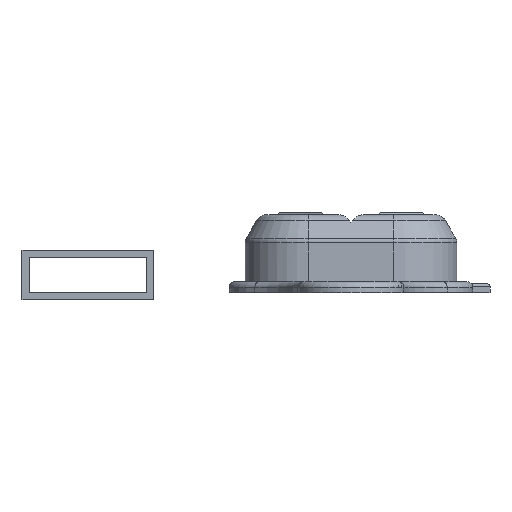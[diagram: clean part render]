
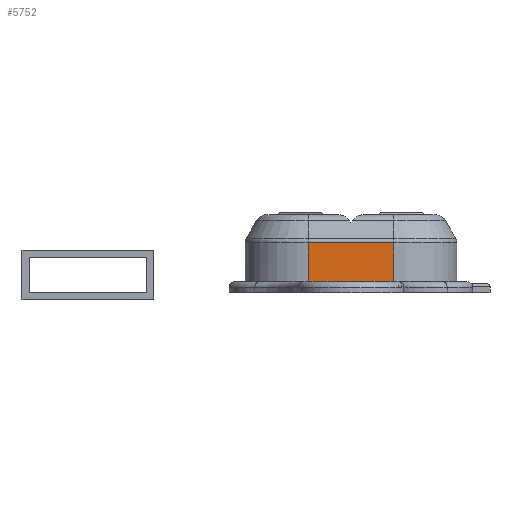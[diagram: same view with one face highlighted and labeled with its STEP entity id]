
A CAD part, front view. The second image highlights one B-rep face of the part: STEP entity #5752.
In plain terms, the highlighted planar face has unit normal (0, -1, 0).
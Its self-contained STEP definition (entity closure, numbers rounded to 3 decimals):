
#341=FACE_OUTER_BOUND('',#660,.T.);
#660=EDGE_LOOP('',(#4536,#4537,#4538,#4539));
#1278=LINE('',#9050,#1919);
#1289=LINE('',#9087,#1930);
#1292=LINE('',#9115,#1933);
#1293=LINE('',#9116,#1934);
#1919=VECTOR('',#7255,10.);
#1930=VECTOR('',#7294,10.);
#1933=VECTOR('',#7301,10.);
#1934=VECTOR('',#7302,10.);
#2549=VERTEX_POINT('',#9047);
#2550=VERTEX_POINT('',#9049);
#2562=VERTEX_POINT('',#9086);
#2566=VERTEX_POINT('',#9114);
#3245=EDGE_CURVE('',#2549,#2550,#1278,.T.);
#3264=EDGE_CURVE('',#2562,#2550,#1289,.T.);
#3269=EDGE_CURVE('',#2566,#2549,#1292,.T.);
#3270=EDGE_CURVE('',#2562,#2566,#1293,.T.);
#4536=ORIENTED_EDGE('',*,*,#3245,.F.);
#4537=ORIENTED_EDGE('',*,*,#3269,.F.);
#4538=ORIENTED_EDGE('',*,*,#3270,.F.);
#4539=ORIENTED_EDGE('',*,*,#3264,.T.);
#5481=PLANE('',#6223);
#5752=ADVANCED_FACE('',(#341),#5481,.T.);
#6223=AXIS2_PLACEMENT_3D('',#9113,#7299,#7300);
#7255=DIRECTION('',(1.,0.,0.));
#7294=DIRECTION('',(0.,0.,1.));
#7299=DIRECTION('center_axis',(0.,-1.,0.));
#7300=DIRECTION('ref_axis',(1.,0.,0.));
#7301=DIRECTION('',(0.,0.,1.));
#7302=DIRECTION('',(-1.,0.,0.));
#9047=CARTESIAN_POINT('',(-7.3,-8.239,7.998));
#9049=CARTESIAN_POINT('',(7.3,-8.239,7.998));
#9050=CARTESIAN_POINT('',(-7.3,-8.239,7.998));
#9086=CARTESIAN_POINT('',(7.3,-8.239,0.));
#9087=CARTESIAN_POINT('',(7.3,-8.239,0.));
#9113=CARTESIAN_POINT('Origin',(-7.3,-8.239,0.));
#9114=CARTESIAN_POINT('',(-7.3,-8.239,0.));
#9115=CARTESIAN_POINT('',(-7.3,-8.239,0.));
#9116=CARTESIAN_POINT('',(3.493,-8.239,0.));
